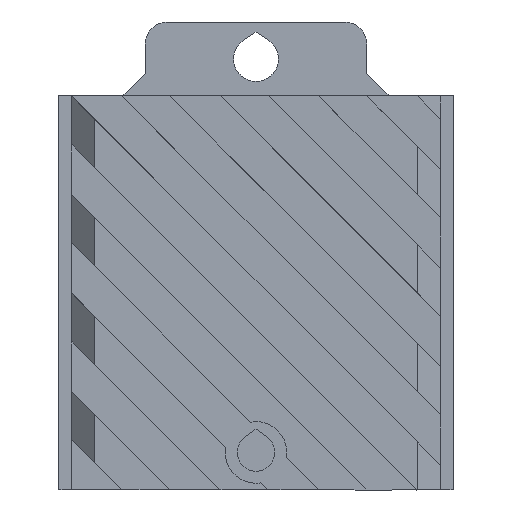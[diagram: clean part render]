
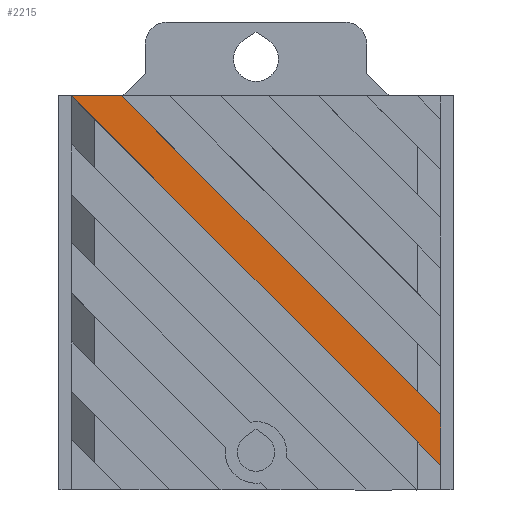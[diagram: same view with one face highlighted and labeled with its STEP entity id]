
A CAD part, front view. The second image highlights one B-rep face of the part: STEP entity #2215.
In plain terms, the highlighted planar face has unit normal (0, -1, 0).
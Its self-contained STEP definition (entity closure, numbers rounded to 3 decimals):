
#50 = DIRECTION ( 'NONE',  ( 0.707, 0., -0.707 ) ) ;
#75 = EDGE_CURVE ( 'NONE', #852, #2234, #1694, .T. ) ;
#100 = CARTESIAN_POINT ( 'NONE',  ( 62., -16.2, 12.2 ) ) ;
#181 = CARTESIAN_POINT ( 'NONE',  ( 62., -16.2, 4. ) ) ;
#205 = VERTEX_POINT ( 'NONE', #2174 ) ;
#471 = FACE_OUTER_BOUND ( 'NONE', #1147, .T. ) ;
#515 = DIRECTION ( 'NONE',  ( 0., 1., 0. ) ) ;
#560 = DIRECTION ( 'NONE',  ( 0., 0., 1. ) ) ;
#791 = LINE ( 'NONE', #181, #1278 ) ;
#852 = VERTEX_POINT ( 'NONE', #100 ) ;
#1040 = EDGE_CURVE ( 'NONE', #205, #852, #791, .T. ) ;
#1061 = DIRECTION ( 'NONE',  ( -1., 0., 0. ) ) ;
#1075 = DIRECTION ( 'NONE',  ( 0., 0., 1. ) ) ;
#1147 = EDGE_LOOP ( 'NONE', ( #1948, #1702, #2355, #1591 ) ) ;
#1228 = LINE ( 'NONE', #2025, #1758 ) ;
#1253 = CARTESIAN_POINT ( 'NONE',  ( 0., -16.2, 0. ) ) ;
#1272 = VECTOR ( 'NONE', #2512, 1000. ) ;
#1278 = VECTOR ( 'NONE', #560, 1000. ) ;
#1351 = VERTEX_POINT ( 'NONE', #1373 ) ;
#1373 = CARTESIAN_POINT ( 'NONE',  ( 2., -16.2, 64. ) ) ;
#1489 = PLANE ( 'NONE',  #2502 ) ;
#1550 = EDGE_CURVE ( 'NONE', #2234, #1351, #2078, .T. ) ;
#1591 = ORIENTED_EDGE ( 'NONE', *, *, #75, .T. ) ;
#1694 = LINE ( 'NONE', #2500, #1272 ) ;
#1702 = ORIENTED_EDGE ( 'NONE', *, *, #1878, .T. ) ;
#1758 = VECTOR ( 'NONE', #50, 1000. ) ;
#1836 = CARTESIAN_POINT ( 'NONE',  ( 10.2, -16.2, 64. ) ) ;
#1878 = EDGE_CURVE ( 'NONE', #1351, #205, #1228, .T. ) ;
#1948 = ORIENTED_EDGE ( 'NONE', *, *, #1550, .T. ) ;
#2025 = CARTESIAN_POINT ( 'NONE',  ( 2., -16.2, 64. ) ) ;
#2050 = CARTESIAN_POINT ( 'NONE',  ( 10.2, -16.2, 64. ) ) ;
#2078 = LINE ( 'NONE', #1836, #2434 ) ;
#2174 = CARTESIAN_POINT ( 'NONE',  ( 62., -16.2, 4. ) ) ;
#2215 = ADVANCED_FACE ( 'NONE', ( #471 ), #1489, .F. ) ;
#2234 = VERTEX_POINT ( 'NONE', #2050 ) ;
#2355 = ORIENTED_EDGE ( 'NONE', *, *, #1040, .T. ) ;
#2434 = VECTOR ( 'NONE', #1061, 1000. ) ;
#2500 = CARTESIAN_POINT ( 'NONE',  ( 62., -16.2, 12.2 ) ) ;
#2502 = AXIS2_PLACEMENT_3D ( 'NONE', #1253, #515, #1075 ) ;
#2512 = DIRECTION ( 'NONE',  ( -0.707, 0., 0.707 ) ) ;
